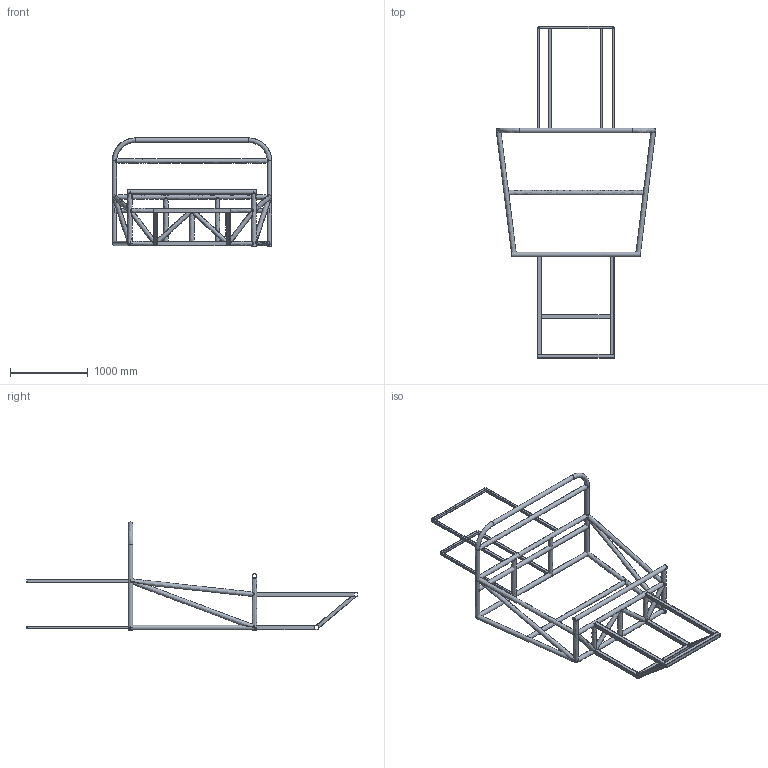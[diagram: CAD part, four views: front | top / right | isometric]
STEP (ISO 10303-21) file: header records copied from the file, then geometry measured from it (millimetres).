
FILE_DESCRIPTION(('FreeCAD Model'),'2;1');
FILE_NAME('Open CASCADE Shape Model','2025-05-04T10:39:31',('FreeCAD'),( 'FreeCAD'),'Open CASCADE STEP processor 7.6','FreeCAD','Unknown');
FILE_SCHEMA(('AUTOMOTIVE_DESIGN { 1 0 10303 214 1 1 1 1 }'));
Length unit declared in the file: millimetre
Products named in the file (1): Open CASCADE STEP translator 7.6 1
Bounding box: 2052.6 x 4272.5 x 1391.78 mm (x, y, z)
Volume: 31850194.7 mm3; surface area: 16252032.8 mm2
Topology: 43 solids, 43 shells, 288 faces, 687 edges, 470 vertices
Faces by surface type: bspline 288
Entity records: 11278 total; most frequent: CARTESIAN_POINT 7003, ORIENTED_EDGE 1374, EDGE_CURVE 687, B_SPLINE_CURVE_WITH_KNOTS 475, VERTEX_POINT 470, FACE_BOUND 357, EDGE_LOOP 357, ADVANCED_FACE 288
